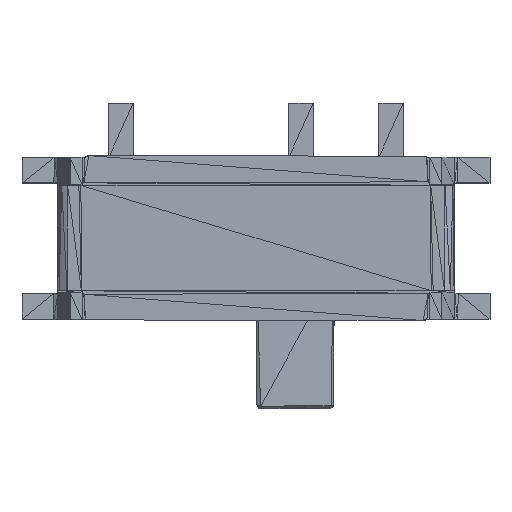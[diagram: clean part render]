
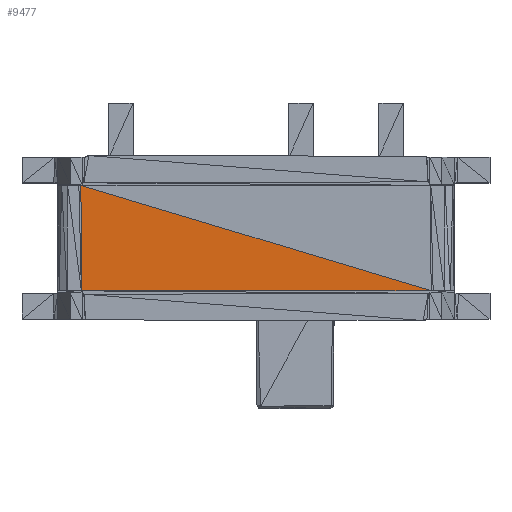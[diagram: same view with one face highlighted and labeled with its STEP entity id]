
A CAD part, top view. The second image highlights one B-rep face of the part: STEP entity #9477.
In plain terms, the highlighted planar face has unit normal (0, 0, 1).
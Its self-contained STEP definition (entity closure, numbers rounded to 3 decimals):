
#541 = EDGE_CURVE ( 'NONE', #4530, #12688, #12507, .T. ) ;
#1315 = CARTESIAN_POINT ( 'NONE',  ( -12.491, 3.628, 4.854 ) ) ;
#1670 = DIRECTION ( 'NONE',  ( 0.958, -0.288, 0. ) ) ;
#1699 = VECTOR ( 'NONE', #9773, 1000. ) ;
#1770 = DIRECTION ( 'NONE',  ( 0., 0., -1. ) ) ;
#3685 = ORIENTED_EDGE ( 'NONE', *, *, #541, .F. ) ;
#4268 = LINE ( 'NONE', #9688, #1699 ) ;
#4505 = VECTOR ( 'NONE', #1670, 1000. ) ;
#4530 = VERTEX_POINT ( 'NONE', #11903 ) ;
#6312 = VERTEX_POINT ( 'NONE', #8706 ) ;
#6830 = LINE ( 'NONE', #9722, #12462 ) ;
#7455 = FACE_OUTER_BOUND ( 'NONE', #9399, .T. ) ;
#7541 = CARTESIAN_POINT ( 'NONE',  ( -4001.003, 2999.595, 4.854 ) ) ;
#8706 = CARTESIAN_POINT ( 'NONE',  ( -12.461, -3.294, 4.854 ) ) ;
#9399 = EDGE_LOOP ( 'NONE', ( #15818, #3685, #17701 ) ) ;
#9477 = ADVANCED_FACE ( 'NONE', ( #7455 ), #12965, .F. ) ;
#9607 = AXIS2_PLACEMENT_3D ( 'NONE', #7541, #1770, #12790 ) ;
#9688 = CARTESIAN_POINT ( 'NONE',  ( -12.461, -3.294, 4.854 ) ) ;
#9722 = CARTESIAN_POINT ( 'NONE',  ( 10.485, -3.29, 4.854 ) ) ;
#9773 = DIRECTION ( 'NONE',  ( -0.004, 1., 0. ) ) ;
#10715 = EDGE_CURVE ( 'NONE', #12688, #6312, #6830, .T. ) ;
#11903 = CARTESIAN_POINT ( 'NONE',  ( -12.491, 3.628, 4.854 ) ) ;
#12462 = VECTOR ( 'NONE', #13869, 1000. ) ;
#12507 = LINE ( 'NONE', #1315, #4505 ) ;
#12688 = VERTEX_POINT ( 'NONE', #16210 ) ;
#12790 = DIRECTION ( 'NONE',  ( -1., 0., 0. ) ) ;
#12965 = PLANE ( 'NONE',  #9607 ) ;
#13174 = EDGE_CURVE ( 'NONE', #6312, #4530, #4268, .T. ) ;
#13869 = DIRECTION ( 'NONE',  ( -1., 0., 0. ) ) ;
#15818 = ORIENTED_EDGE ( 'NONE', *, *, #10715, .F. ) ;
#16210 = CARTESIAN_POINT ( 'NONE',  ( 10.485, -3.29, 4.854 ) ) ;
#17701 = ORIENTED_EDGE ( 'NONE', *, *, #13174, .F. ) ;
